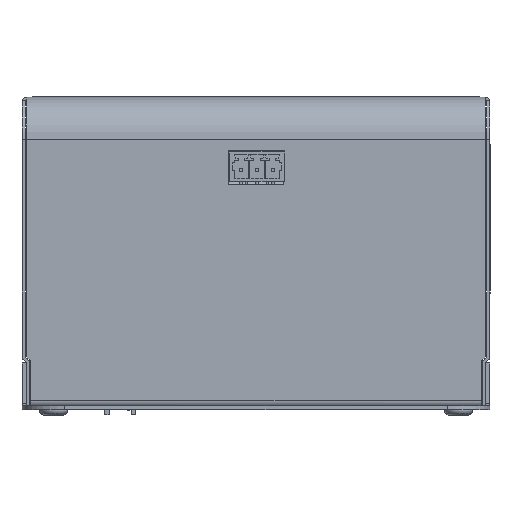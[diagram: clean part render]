
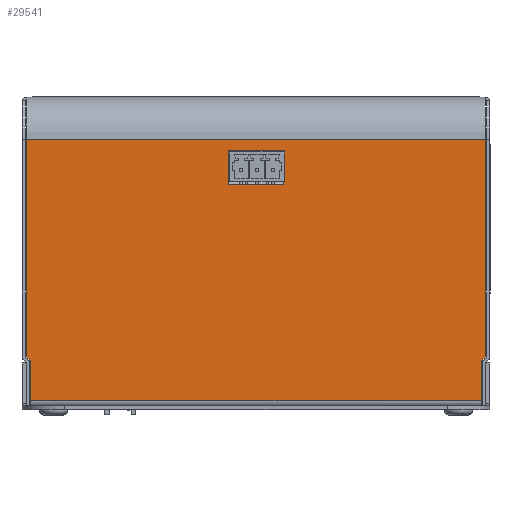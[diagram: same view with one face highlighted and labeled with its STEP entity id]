
A CAD part, front view. The second image highlights one B-rep face of the part: STEP entity #29541.
In plain terms, the highlighted planar face has unit normal (0, -1, 0).
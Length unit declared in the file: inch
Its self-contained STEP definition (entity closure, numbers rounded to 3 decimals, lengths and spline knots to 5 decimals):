
#26820=CARTESIAN_POINT('',(2.08465,-5.08999,
0.08268));
#26845=DIRECTION('',(-1.,0.,0.));
#26846=VECTOR('',#26845,4.16929);
#26847=CARTESIAN_POINT('',(2.08465,-5.08999,
0.08268));
#26848=LINE('',#26847,#26846);
#26949=DIRECTION('',(0.,0.,-1.));
#26950=VECTOR('',#26949,0.34876);
#26951=CARTESIAN_POINT('',(-2.08465,-5.08999,
0.43144));
#26952=LINE('',#26951,#26950);
#26953=CARTESIAN_POINT('',(-2.12992,-5.08999,
0.43144));
#26954=DIRECTION('',(0.,1.,0.));
#26955=DIRECTION('',(0.707,0.,0.707));
#26956=AXIS2_PLACEMENT_3D('',#26953,#26954,#26955);
#26958=DIRECTION('',(0.707,0.,-0.707));
#26959=VECTOR('',#26958,0.03692);
#26960=CARTESIAN_POINT('',(-2.12402,-5.08999,
0.48956));
#26961=LINE('',#26960,#26959);
#26962=DIRECTION('',(0.,0.,-1.));
#26963=VECTOR('',#26962,2.01044);
#26964=CARTESIAN_POINT('',(-2.12402,-5.08999,2.5));
#26965=LINE('',#26964,#26963);
#26966=DIRECTION('',(0.,0.,1.));
#26967=VECTOR('',#26966,2.01044);
#26968=CARTESIAN_POINT('',(2.12402,-5.08999,
0.48956));
#26969=LINE('',#26968,#26967);
#26970=DIRECTION('',(0.707,0.,0.707));
#26971=VECTOR('',#26970,0.03692);
#26972=CARTESIAN_POINT('',(2.09791,-5.08999,
0.46345));
#26973=LINE('',#26972,#26971);
#26974=CARTESIAN_POINT('',(2.12992,-5.08999,
0.43144));
#26975=DIRECTION('',(0.,1.,0.));
#26976=DIRECTION('',(-1.,0.,0.));
#26977=AXIS2_PLACEMENT_3D('',#26974,#26975,#26976);
#26979=DIRECTION('',(0.,0.,1.));
#26980=VECTOR('',#26979,0.34876);
#26981=CARTESIAN_POINT('',(2.08465,-5.08999,
0.08268));
#26982=LINE('',#26981,#26980);
#27047=DIRECTION('',(1.,0.,0.));
#27048=VECTOR('',#27047,4.24803);
#27049=CARTESIAN_POINT('',(-2.12402,-5.08999,2.5));
#27050=LINE('',#27049,#27048);
#28605=DIRECTION('',(1.,0.,0.));
#28606=VECTOR('',#28605,0.51181);
#28607=CARTESIAN_POINT('',(-0.25591,-5.08999,
2.08661));
#28608=LINE('',#28607,#28606);
#28617=DIRECTION('',(0.,0.,-1.));
#28618=VECTOR('',#28617,0.31496);
#28619=CARTESIAN_POINT('',(-0.25591,-5.08999,
2.40157));
#28620=LINE('',#28619,#28618);
#28629=DIRECTION('',(-1.,0.,0.));
#28630=VECTOR('',#28629,0.51181);
#28631=CARTESIAN_POINT('',(0.25591,-5.08999,
2.40157));
#28632=LINE('',#28631,#28630);
#28641=DIRECTION('',(0.,0.,1.));
#28642=VECTOR('',#28641,0.31496);
#28643=CARTESIAN_POINT('',(0.25591,-5.08999,
2.08661));
#28644=LINE('',#28643,#28642);
#28898=CARTESIAN_POINT('',(-2.08465,-5.08999,
0.08268));
#28899=VERTEX_POINT('',#28898);
#28902=VERTEX_POINT('',#26820);
#28904=CARTESIAN_POINT('',(-2.08465,-5.08999,
0.43144));
#28905=VERTEX_POINT('',#28904);
#28908=CARTESIAN_POINT('',(2.08465,-5.08999,
0.43144));
#28909=VERTEX_POINT('',#28908);
#28910=CARTESIAN_POINT('',(2.09791,-5.08999,
0.46345));
#28911=VERTEX_POINT('',#28910);
#28912=CARTESIAN_POINT('',(2.12402,-5.08999,
0.48956));
#28913=VERTEX_POINT('',#28912);
#28914=CARTESIAN_POINT('',(2.12402,-5.08999,2.5));
#28915=VERTEX_POINT('',#28914);
#28916=CARTESIAN_POINT('',(-2.12402,-5.08999,2.5));
#28917=VERTEX_POINT('',#28916);
#28918=CARTESIAN_POINT('',(-2.12402,-5.08999,
0.48956));
#28919=VERTEX_POINT('',#28918);
#28920=CARTESIAN_POINT('',(-2.09791,-5.08999,
0.46345));
#28921=VERTEX_POINT('',#28920);
#28922=CARTESIAN_POINT('',(-0.25591,-5.08999,
2.08661));
#28923=CARTESIAN_POINT('',(0.25591,-5.08999,
2.08661));
#28924=VERTEX_POINT('',#28922);
#28925=VERTEX_POINT('',#28923);
#28926=CARTESIAN_POINT('',(-0.25591,-5.08999,
2.40157));
#28927=VERTEX_POINT('',#28926);
#28928=CARTESIAN_POINT('',(0.25591,-5.08999,
2.40157));
#28929=VERTEX_POINT('',#28928);
#29507=CARTESIAN_POINT('',(0.,-5.08999,0.66859));
#29508=DIRECTION('',(0.,1.,0.));
#29509=DIRECTION('',(0.,0.,-1.));
#29510=AXIS2_PLACEMENT_3D('',#29507,#29508,#29509);
#29511=PLANE('',#29510);
#29512=ORIENTED_EDGE('',*,*,#29345,.T.);
#29513=ORIENTED_EDGE('',*,*,#29452,.F.);
#29515=ORIENTED_EDGE('',*,*,#29514,.F.);
#29517=ORIENTED_EDGE('',*,*,#29516,.F.);
#29519=ORIENTED_EDGE('',*,*,#29518,.F.);
#29521=ORIENTED_EDGE('',*,*,#29520,.T.);
#29523=ORIENTED_EDGE('',*,*,#29522,.F.);
#29525=ORIENTED_EDGE('',*,*,#29524,.F.);
#29527=ORIENTED_EDGE('',*,*,#29526,.F.);
#29528=ORIENTED_EDGE('',*,*,#29499,.F.);
#29529=EDGE_LOOP('',(#29512,#29513,#29515,#29517,#29519,#29521,#29523,#29525,
#29527,#29528));
#29530=FACE_OUTER_BOUND('',#29529,.F.);
#29532=ORIENTED_EDGE('',*,*,#29531,.T.);
#29534=ORIENTED_EDGE('',*,*,#29533,.T.);
#29536=ORIENTED_EDGE('',*,*,#29535,.T.);
#29538=ORIENTED_EDGE('',*,*,#29537,.T.);
#29539=EDGE_LOOP('',(#29532,#29534,#29536,#29538));
#29540=FACE_BOUND('',#29539,.F.);
#29541=ADVANCED_FACE('',(#29530,#29540),#29511,.F.);
#26957=CIRCLE('',#26956,0.04528);
#26978=CIRCLE('',#26977,0.04528);
#29345=EDGE_CURVE('',#28902,#28899,#26848,.T.);
#29452=EDGE_CURVE('',#28905,#28899,#26952,.T.);
#29499=EDGE_CURVE('',#28902,#28909,#26982,.T.);
#29514=EDGE_CURVE('',#28921,#28905,#26957,.T.);
#29516=EDGE_CURVE('',#28919,#28921,#26961,.T.);
#29518=EDGE_CURVE('',#28917,#28919,#26965,.T.);
#29520=EDGE_CURVE('',#28917,#28915,#27050,.T.);
#29522=EDGE_CURVE('',#28913,#28915,#26969,.T.);
#29524=EDGE_CURVE('',#28911,#28913,#26973,.T.);
#29526=EDGE_CURVE('',#28909,#28911,#26978,.T.);
#29531=EDGE_CURVE('',#28924,#28925,#28608,.T.);
#29533=EDGE_CURVE('',#28925,#28929,#28644,.T.);
#29535=EDGE_CURVE('',#28929,#28927,#28632,.T.);
#29537=EDGE_CURVE('',#28927,#28924,#28620,.T.);
